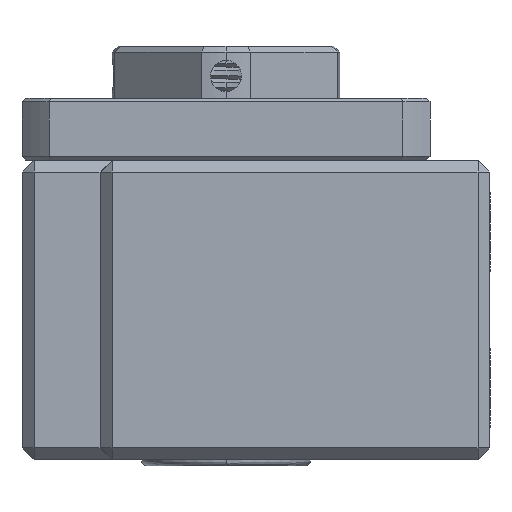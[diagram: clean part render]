
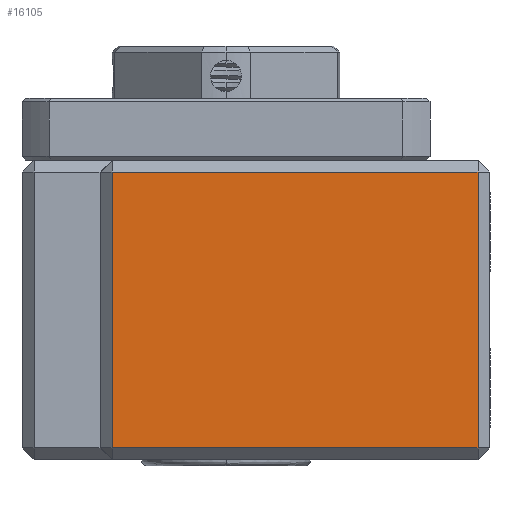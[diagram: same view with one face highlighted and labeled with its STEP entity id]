
A CAD part, left-side view. The second image highlights one B-rep face of the part: STEP entity #16105.
In plain terms, the highlighted planar face has unit normal (-1, 0, 0).
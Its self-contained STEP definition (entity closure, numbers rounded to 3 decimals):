
#164 = CARTESIAN_POINT ( 'NONE',  ( -30., 1., -11.5 ) ) ;
#833 = EDGE_CURVE ( 'NONE', #4483, #1427, #7546, .T. ) ;
#1311 = CARTESIAN_POINT ( 'NONE',  ( -30., 31.5, -11.5 ) ) ;
#1427 = VERTEX_POINT ( 'NONE', #7492 ) ;
#1614 = CARTESIAN_POINT ( 'NONE',  ( -30., 1., 11.5 ) ) ;
#1997 = VECTOR ( 'NONE', #16161, 1000. ) ;
#2842 = DIRECTION ( 'NONE',  ( 0., 1., 0. ) ) ;
#3157 = EDGE_CURVE ( 'NONE', #6658, #4483, #4040, .T. ) ;
#3854 = ORIENTED_EDGE ( 'NONE', *, *, #9266, .F. ) ;
#4040 = LINE ( 'NONE', #9934, #4443 ) ;
#4317 = EDGE_CURVE ( 'NONE', #9507, #6658, #12791, .T. ) ;
#4443 = VECTOR ( 'NONE', #2842, 1000. ) ;
#4483 = VERTEX_POINT ( 'NONE', #1311 ) ;
#4787 = LINE ( 'NONE', #6583, #15940 ) ;
#5969 = AXIS2_PLACEMENT_3D ( 'NONE', #13930, #18070, #9751 ) ;
#6583 = CARTESIAN_POINT ( 'NONE',  ( -30., 16.25, 11.5 ) ) ;
#6658 = VERTEX_POINT ( 'NONE', #164 ) ;
#6937 = CARTESIAN_POINT ( 'NONE',  ( -30., 31.5, 0. ) ) ;
#7492 = CARTESIAN_POINT ( 'NONE',  ( -30., 31.5, 11.5 ) ) ;
#7546 = LINE ( 'NONE', #6937, #14156 ) ;
#7792 = CARTESIAN_POINT ( 'NONE',  ( -30., 1., 0. ) ) ;
#9266 = EDGE_CURVE ( 'NONE', #1427, #9507, #4787, .T. ) ;
#9507 = VERTEX_POINT ( 'NONE', #1614 ) ;
#9751 = DIRECTION ( 'NONE',  ( 0., 1., 0. ) ) ;
#9934 = CARTESIAN_POINT ( 'NONE',  ( -30., 16.25, -11.5 ) ) ;
#11126 = PLANE ( 'NONE',  #5969 ) ;
#11528 = EDGE_LOOP ( 'NONE', ( #16772, #3854, #13189, #17885 ) ) ;
#12791 = LINE ( 'NONE', #7792, #1997 ) ;
#13189 = ORIENTED_EDGE ( 'NONE', *, *, #833, .F. ) ;
#13930 = CARTESIAN_POINT ( 'NONE',  ( -30., 1., -11.5 ) ) ;
#13949 = DIRECTION ( 'NONE',  ( 0., 0., 1. ) ) ;
#14156 = VECTOR ( 'NONE', #13949, 1000. ) ;
#14983 = DIRECTION ( 'NONE',  ( 0., -1., 0. ) ) ;
#15940 = VECTOR ( 'NONE', #14983, 1000. ) ;
#16105 = ADVANCED_FACE ( 'NONE', ( #17873 ), #11126, .F. ) ;
#16161 = DIRECTION ( 'NONE',  ( 0., 0., -1. ) ) ;
#16772 = ORIENTED_EDGE ( 'NONE', *, *, #4317, .F. ) ;
#17873 = FACE_OUTER_BOUND ( 'NONE', #11528, .T. ) ;
#17885 = ORIENTED_EDGE ( 'NONE', *, *, #3157, .F. ) ;
#18070 = DIRECTION ( 'NONE',  ( 1., 0., 0. ) ) ;
